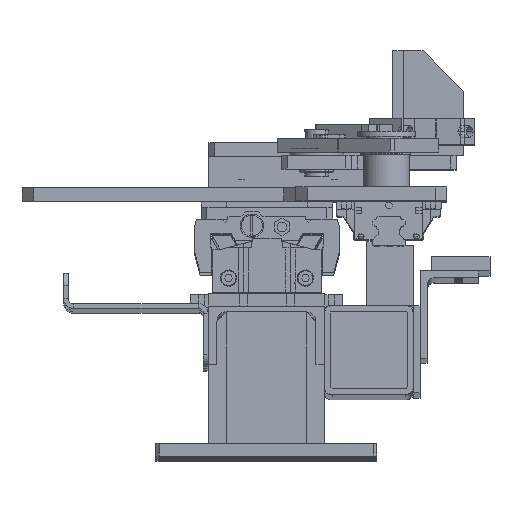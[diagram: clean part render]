
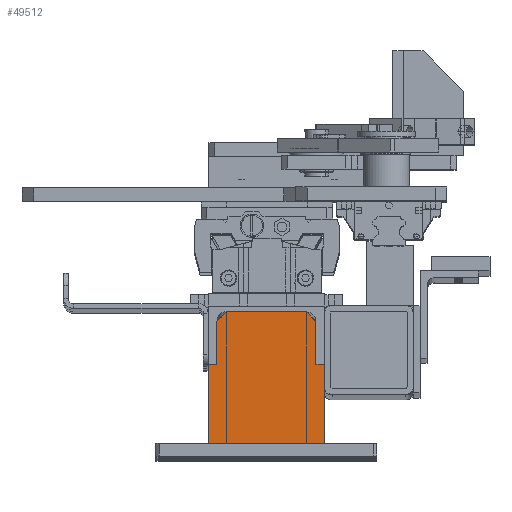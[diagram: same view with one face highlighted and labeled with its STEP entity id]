
A CAD part, top view. The second image highlights one B-rep face of the part: STEP entity #49512.
In plain terms, the highlighted free-form (B-spline) face has degree [1, 1] with [2, 2] control points.
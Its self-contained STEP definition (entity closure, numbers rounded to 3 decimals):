
#49334 = VERTEX_POINT('',#49335);
#49335 = CARTESIAN_POINT('',(3416.92,77.787,
    -526.358));
#49340 = EDGE_CURVE('',#49334,#49341,#49343,.T.);
#49341 = VERTEX_POINT('',#49342);
#49342 = CARTESIAN_POINT('',(3423.403,77.787,
    -526.358));
#49343 = B_SPLINE_CURVE_WITH_KNOTS('',1,(#49344,#49345),.UNSPECIFIED.,
  .F.,.F.,(2,2),(-3.75,3.75),.PIECEWISE_BEZIER_KNOTS.);
#49344 = CARTESIAN_POINT('',(3416.92,77.787,
    -526.358));
#49345 = CARTESIAN_POINT('',(3423.403,77.787,
    -526.358));
#49361 = EDGE_CURVE('',#49362,#49341,#49364,.T.);
#49362 = VERTEX_POINT('',#49363);
#49363 = CARTESIAN_POINT('',(3423.403,19.015,
    -526.358));
#49364 = B_SPLINE_CURVE_WITH_KNOTS('',1,(#49365,#49366),.UNSPECIFIED.,
  .F.,.F.,(2,2),(-34.,34.),.PIECEWISE_BEZIER_KNOTS.);
#49365 = CARTESIAN_POINT('',(3423.403,19.015,
    -526.358));
#49366 = CARTESIAN_POINT('',(3423.403,77.787,
    -526.358));
#49384 = EDGE_CURVE('',#49362,#49385,#49387,.T.);
#49385 = VERTEX_POINT('',#49386);
#49386 = CARTESIAN_POINT('',(3336.973,19.015,
    -526.358));
#49387 = B_SPLINE_CURVE_WITH_KNOTS('',1,(#49388,#49389),.UNSPECIFIED.,
  .F.,.F.,(2,2),(-50.,50.),.PIECEWISE_BEZIER_KNOTS.);
#49388 = CARTESIAN_POINT('',(3423.403,19.015,
    -526.358));
#49389 = CARTESIAN_POINT('',(3336.973,19.015,
    -526.358));
#49488 = EDGE_CURVE('',#49489,#49334,#49491,.T.);
#49489 = VERTEX_POINT('',#49490);
#49490 = CARTESIAN_POINT('',(3416.92,109.766,
    -526.358));
#49491 = B_SPLINE_CURVE_WITH_KNOTS('',1,(#49492,#49493),.UNSPECIFIED.,
  .F.,.F.,(2,2),(-18.5,18.5),.PIECEWISE_BEZIER_KNOTS.);
#49492 = CARTESIAN_POINT('',(3416.92,109.766,
    -526.358));
#49493 = CARTESIAN_POINT('',(3416.92,77.787,
    -526.358));
#49512 = ADVANCED_FACE('',(#49513),#49559,.F.);
#49513 = FACE_BOUND('',#49514,.T.);
#49514 = EDGE_LOOP('',(#49515,#49516,#49517,#49524,#49531,#49538,#49545,
    #49552,#49557,#49558));
#49515 = ORIENTED_EDGE('',*,*,#49340,.F.);
#49516 = ORIENTED_EDGE('',*,*,#49488,.F.);
#49517 = ORIENTED_EDGE('',*,*,#49518,.T.);
#49518 = EDGE_CURVE('',#49489,#49519,#49521,.T.);
#49519 = VERTEX_POINT('',#49520);
#49520 = CARTESIAN_POINT('',(3410.006,116.68,
    -526.358));
#49521 = B_SPLINE_CURVE_WITH_KNOTS('',1,(#49522,#49523),.UNSPECIFIED.,
  .F.,.F.,(2,2),(-5.657,5.657),
  .PIECEWISE_BEZIER_KNOTS.);
#49522 = CARTESIAN_POINT('',(3416.92,109.766,
    -526.358));
#49523 = CARTESIAN_POINT('',(3410.006,116.68,
    -526.358));
#49524 = ORIENTED_EDGE('',*,*,#49525,.F.);
#49525 = EDGE_CURVE('',#49526,#49519,#49528,.T.);
#49526 = VERTEX_POINT('',#49527);
#49527 = CARTESIAN_POINT('',(3350.369,116.68,
    -526.358));
#49528 = B_SPLINE_CURVE_WITH_KNOTS('',1,(#49529,#49530),.UNSPECIFIED.,
  .F.,.F.,(2,2),(-34.5,34.5),.PIECEWISE_BEZIER_KNOTS.);
#49529 = CARTESIAN_POINT('',(3350.369,116.68,
    -526.358));
#49530 = CARTESIAN_POINT('',(3410.006,116.68,
    -526.358));
#49531 = ORIENTED_EDGE('',*,*,#49532,.T.);
#49532 = EDGE_CURVE('',#49526,#49533,#49535,.T.);
#49533 = VERTEX_POINT('',#49534);
#49534 = CARTESIAN_POINT('',(3343.455,109.766,
    -526.358));
#49535 = B_SPLINE_CURVE_WITH_KNOTS('',1,(#49536,#49537),.UNSPECIFIED.,
  .F.,.F.,(2,2),(-5.657,5.657),
  .PIECEWISE_BEZIER_KNOTS.);
#49536 = CARTESIAN_POINT('',(3350.369,116.68,
    -526.358));
#49537 = CARTESIAN_POINT('',(3343.455,109.766,
    -526.358));
#49538 = ORIENTED_EDGE('',*,*,#49539,.F.);
#49539 = EDGE_CURVE('',#49540,#49533,#49542,.T.);
#49540 = VERTEX_POINT('',#49541);
#49541 = CARTESIAN_POINT('',(3343.455,77.787,
    -526.358));
#49542 = B_SPLINE_CURVE_WITH_KNOTS('',1,(#49543,#49544),.UNSPECIFIED.,
  .F.,.F.,(2,2),(-18.5,18.5),.PIECEWISE_BEZIER_KNOTS.);
#49543 = CARTESIAN_POINT('',(3343.455,77.787,
    -526.358));
#49544 = CARTESIAN_POINT('',(3343.455,109.766,
    -526.358));
#49545 = ORIENTED_EDGE('',*,*,#49546,.F.);
#49546 = EDGE_CURVE('',#49547,#49540,#49549,.T.);
#49547 = VERTEX_POINT('',#49548);
#49548 = CARTESIAN_POINT('',(3336.973,77.787,
    -526.358));
#49549 = B_SPLINE_CURVE_WITH_KNOTS('',1,(#49550,#49551),.UNSPECIFIED.,
  .F.,.F.,(2,2),(-3.75,3.75),.PIECEWISE_BEZIER_KNOTS.);
#49550 = CARTESIAN_POINT('',(3336.973,77.787,
    -526.358));
#49551 = CARTESIAN_POINT('',(3343.455,77.787,
    -526.358));
#49552 = ORIENTED_EDGE('',*,*,#49553,.F.);
#49553 = EDGE_CURVE('',#49385,#49547,#49554,.T.);
#49554 = B_SPLINE_CURVE_WITH_KNOTS('',1,(#49555,#49556),.UNSPECIFIED.,
  .F.,.F.,(2,2),(-34.,34.),.PIECEWISE_BEZIER_KNOTS.);
#49555 = CARTESIAN_POINT('',(3336.973,19.015,
    -526.358));
#49556 = CARTESIAN_POINT('',(3336.973,77.787,
    -526.358));
#49557 = ORIENTED_EDGE('',*,*,#49384,.F.);
#49558 = ORIENTED_EDGE('',*,*,#49361,.T.);
#49559 = B_SPLINE_SURFACE_WITH_KNOTS('',1,1,(
    (#49560,#49561)
    ,(#49562,#49563
    )),.UNSPECIFIED.,.F.,.F.,.F.,(2,2),(2,2),(0.,100.),(
    0.,113.),.PIECEWISE_BEZIER_KNOTS.);
#49560 = CARTESIAN_POINT('',(3423.403,19.015,
    -526.358));
#49561 = CARTESIAN_POINT('',(3423.403,116.68,
    -526.358));
#49562 = CARTESIAN_POINT('',(3336.973,19.015,
    -526.358));
#49563 = CARTESIAN_POINT('',(3336.973,116.68,
    -526.358));
